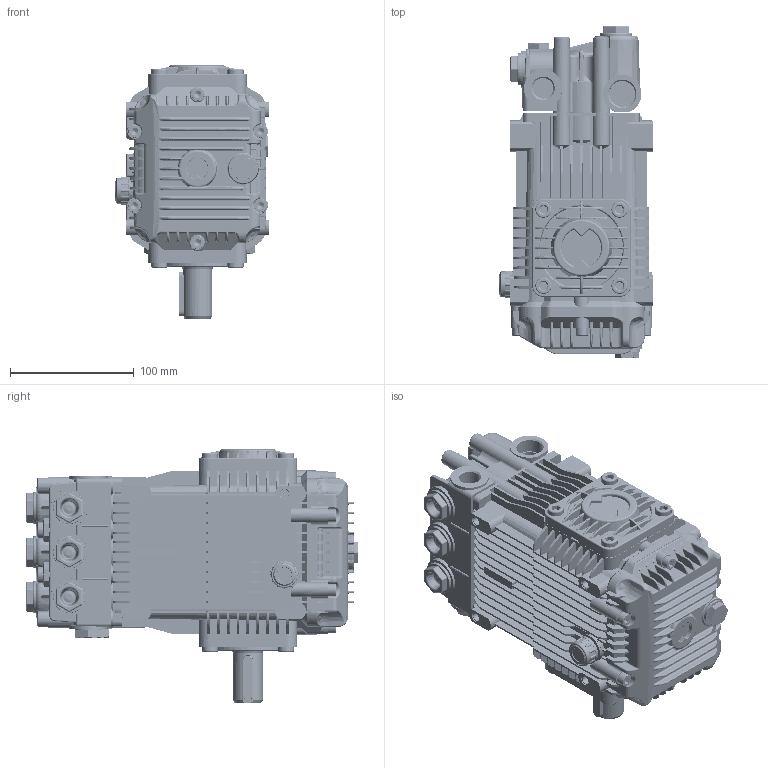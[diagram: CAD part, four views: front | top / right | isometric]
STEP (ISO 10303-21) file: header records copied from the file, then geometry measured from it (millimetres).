
FILE_DESCRIPTION(('Creo Elements/Direct Modeling STEP Export'),'2;1');
FILE_NAME('JK_NC_BLK_02OCT17.stp','2017-10-02T13:46:43',(''),(''),'Creo Elements/Direct Modeling STEP processor for AP214 (Solid Model)','Creo Elements/Direct Modeling 19.0F 14-Feb-2017 (C) Parametric Technology GmbH','');
FILE_SCHEMA(('AUTOMOTIVE_DESIGN { 1 0 10303 214 1 1 1 1 }'));
Products named in the file (2): JK_NC_BLK
Assembly tree (1 placements, depth 2):
  JK_NC_BLK
    JK_NC_BLK
Bounding box: 123.82 x 268.4 x 204.75 mm (x, y, z)
Volume: 2833218.3 mm3; surface area: 358378.4 mm2
Topology: 1 solids, 47 shells, 4946 faces, 12962 edges, 8104 vertices
Faces by surface type: plane 1911, cylinder 1369, bspline 709, torus 400, cone 377, extrusion 110, sphere 66, revolution 4
Entity records: 332844 total; most frequent: CARTESIAN_POINT 226468, ORIENTED_EDGE 25746, DIRECTION 16837, EDGE_CURVE 12869, VERTEX_POINT 8104, AXIS2_PLACEMENT_3D 5969, EDGE_LOOP 5141, FACE_OUTER_BOUND 4946
